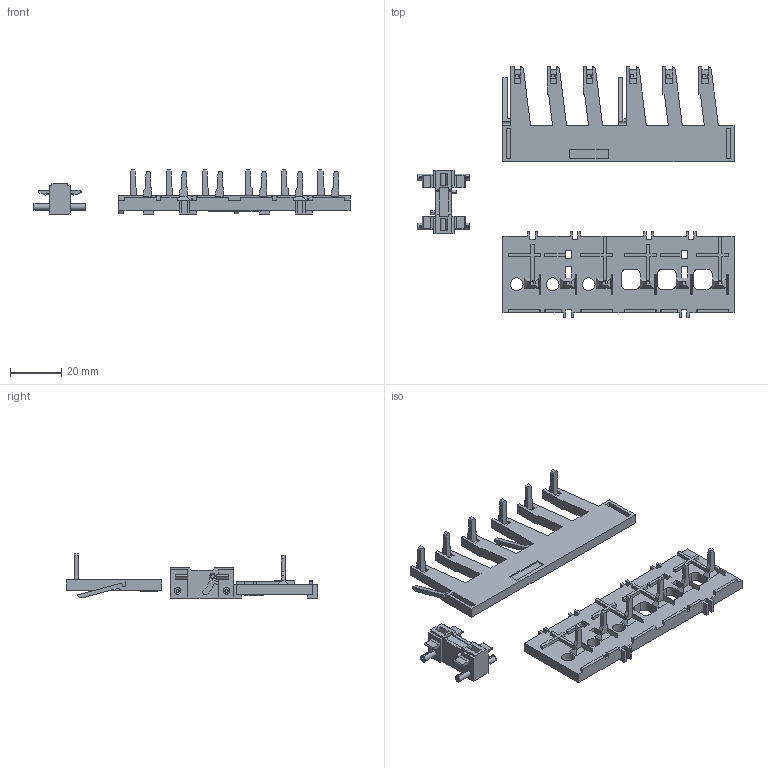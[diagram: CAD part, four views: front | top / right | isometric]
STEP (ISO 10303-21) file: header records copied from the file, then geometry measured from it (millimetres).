
FILE_DESCRIPTION (( 'STEP AP203' ), '1' );
FILE_NAME ('LAD9R1.step', '2023-08-31T20:00:29', ( '' ), ( '' ), 'SwSTEP 2.0', 'SolidWorks 2021', '' );
FILE_SCHEMA (( 'CONFIG_CONTROL_DESIGN' ));
Length unit declared in the file: inch
Products named in the file (1): LAD9R1
Bounding box: 122.82 x 97.58 x 17.1 mm (x, y, z)
Volume: 19903.8 mm3; surface area: 17245.3 mm2
Topology: 9 solids, 9 shells, 801 faces, 2198 edges, 1444 vertices
Faces by surface type: plane 694, cylinder 107
Entity records: 25101 total; most frequent: CARTESIAN_POINT 4444, ORIENTED_EDGE 4396, DIRECTION 4020, EDGE_CURVE 2198, VECTOR 1980, LINE 1980, VERTEX_POINT 1444, AXIS2_PLACEMENT_3D 1020
